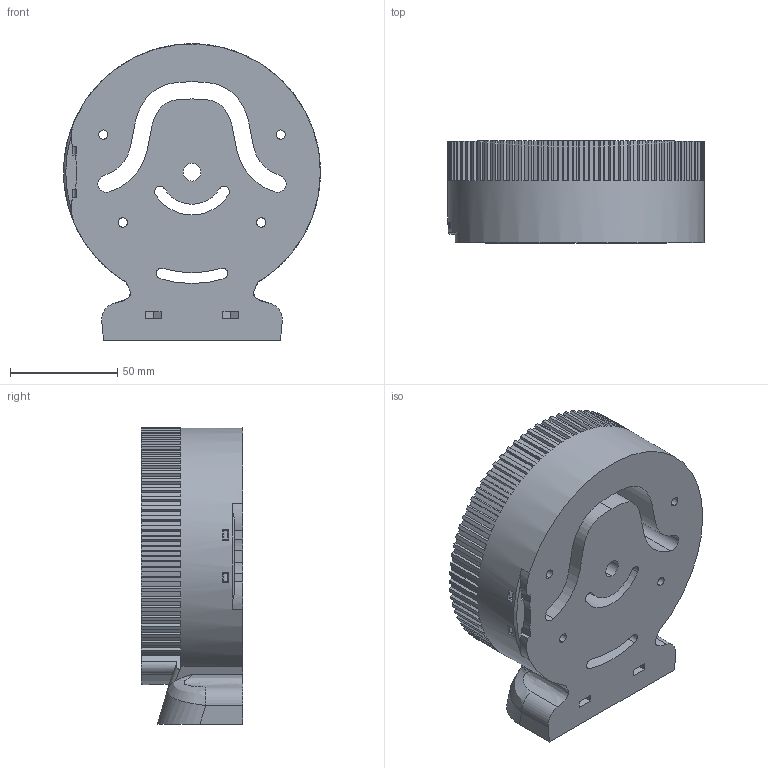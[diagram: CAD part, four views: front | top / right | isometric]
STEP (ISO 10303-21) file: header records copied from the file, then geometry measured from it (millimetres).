
FILE_DESCRIPTION (( 'STEP AP203' ), '1' );
FILE_NAME ('2M2HA_Predeterminado_sldprt.STEP', '2024-02-29T15:19:30', ( '' ), ( '' ), 'SwSTEP 2.0', 'SolidWorks 2022', '' );
FILE_SCHEMA (( 'CONFIG_CONTROL_DESIGN' ));
Length unit declared in the file: millimetre
Products named in the file (1): 2M2HA_Predeterminado_sldprt
Bounding box: 120 x 47.5 x 138.52 mm (x, y, z)
Volume: 507008.8 mm3; surface area: 76316.5 mm2
Topology: 1 solids, 1 shells, 435 faces, 1280 edges, 852 vertices
Faces by surface type: plane 305, cylinder 109, bspline 16, cone 5
Entity records: 15631 total; most frequent: CARTESIAN_POINT 3770, ORIENTED_EDGE 2560, DIRECTION 2395, EDGE_CURVE 1280, VECTOR 869, LINE 869, VERTEX_POINT 852, AXIS2_PLACEMENT_3D 763
